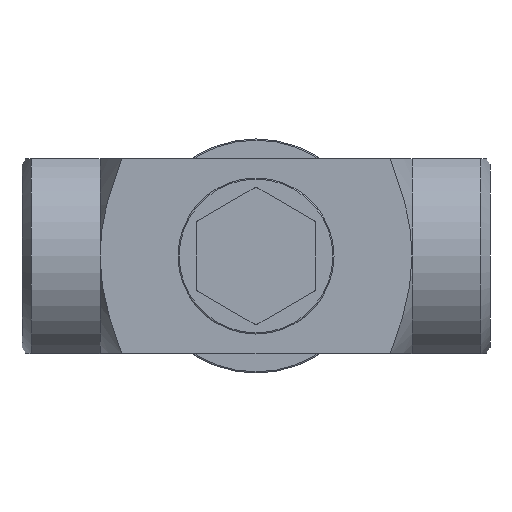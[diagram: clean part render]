
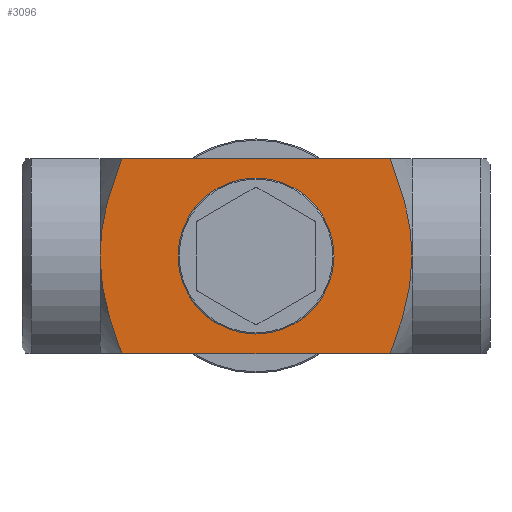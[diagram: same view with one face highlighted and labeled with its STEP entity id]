
A CAD part, front view. The second image highlights one B-rep face of the part: STEP entity #3096.
In plain terms, the highlighted planar face has unit normal (0, -1, 0).
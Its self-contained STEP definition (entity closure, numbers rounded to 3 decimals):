
#32=FACE_BOUND('',#1230,.T.);
#82=(
BOUNDED_CURVE()
B_SPLINE_CURVE(2,(#5235,#5236,#5237),.UNSPECIFIED.,.F.,.F.)
B_SPLINE_CURVE_WITH_KNOTS((3,3),(1.401,4.4),
 .UNSPECIFIED.)
CURVE()
GEOMETRIC_REPRESENTATION_ITEM()
RATIONAL_B_SPLINE_CURVE((1.081,1.127,1.))
REPRESENTATION_ITEM('')
);
#87=(
BOUNDED_CURVE()
B_SPLINE_CURVE(2,(#5270,#5271,#5272),.UNSPECIFIED.,.F.,.F.)
B_SPLINE_CURVE_WITH_KNOTS((3,3),(4.4,7.399),
 .UNSPECIFIED.)
CURVE()
GEOMETRIC_REPRESENTATION_ITEM()
RATIONAL_B_SPLINE_CURVE((1.,1.127,1.081))
REPRESENTATION_ITEM('')
);
#93=(
BOUNDED_CURVE()
B_SPLINE_CURVE(2,(#5311,#5312,#5313),.UNSPECIFIED.,.F.,.F.)
B_SPLINE_CURVE_WITH_KNOTS((3,3),(4.4,7.399),
 .UNSPECIFIED.)
CURVE()
GEOMETRIC_REPRESENTATION_ITEM()
RATIONAL_B_SPLINE_CURVE((1.,1.127,1.081))
REPRESENTATION_ITEM('')
);
#94=(
BOUNDED_CURVE()
B_SPLINE_CURVE(2,(#5314,#5315,#5316),.UNSPECIFIED.,.F.,.F.)
B_SPLINE_CURVE_WITH_KNOTS((3,3),(1.401,4.4),
 .UNSPECIFIED.)
CURVE()
GEOMETRIC_REPRESENTATION_ITEM()
RATIONAL_B_SPLINE_CURVE((1.081,1.127,1.))
REPRESENTATION_ITEM('')
);
#412=LINE('',#5140,#699);
#431=LINE('',#5300,#718);
#699=VECTOR('',#3833,10.);
#718=VECTOR('',#3956,10.);
#1053=FACE_OUTER_BOUND('',#1229,.T.);
#1229=EDGE_LOOP('',(#2793,#2794,#2795,#2796,#2797,#2798));
#1230=EDGE_LOOP('',(#2799));
#1278=CIRCLE('',#3279,10.);
#1530=VERTEX_POINT('',#5138);
#1531=VERTEX_POINT('',#5139);
#1554=VERTEX_POINT('',#5218);
#1557=VERTEX_POINT('',#5234);
#1564=VERTEX_POINT('',#5265);
#1572=VERTEX_POINT('',#5296);
#1574=VERTEX_POINT('',#5310);
#1923=EDGE_CURVE('',#1530,#1531,#412,.T.);
#1955=EDGE_CURVE('',#1554,#1554,#1278,.T.);
#1960=EDGE_CURVE('',#1530,#1557,#82,.T.);
#1973=EDGE_CURVE('',#1557,#1564,#87,.T.);
#1984=EDGE_CURVE('',#1564,#1572,#431,.T.);
#1987=EDGE_CURVE('',#1574,#1572,#93,.T.);
#1988=EDGE_CURVE('',#1531,#1574,#94,.T.);
#2793=ORIENTED_EDGE('',*,*,#1984,.T.);
#2794=ORIENTED_EDGE('',*,*,#1987,.F.);
#2795=ORIENTED_EDGE('',*,*,#1988,.F.);
#2796=ORIENTED_EDGE('',*,*,#1923,.F.);
#2797=ORIENTED_EDGE('',*,*,#1960,.T.);
#2798=ORIENTED_EDGE('',*,*,#1973,.T.);
#2799=ORIENTED_EDGE('',*,*,#1955,.T.);
#2943=PLANE('',#3304);
#3096=ADVANCED_FACE('',(#1053,#32),#2943,.F.);
#3279=AXIS2_PLACEMENT_3D('',#5220,#3900,#3901);
#3304=AXIS2_PLACEMENT_3D('',#5309,#3959,#3960);
#3833=DIRECTION('',(1.,0.,0.));
#3900=DIRECTION('center_axis',(0.,1.,0.));
#3901=DIRECTION('ref_axis',(1.,0.,0.));
#3956=DIRECTION('',(1.,0.,0.));
#3959=DIRECTION('center_axis',(0.,1.,0.));
#3960=DIRECTION('ref_axis',(0.,0.,1.));
#5138=CARTESIAN_POINT('',(-94.42,-27.5,25.));
#5139=CARTESIAN_POINT('',(-25.58,-27.5,25.));
#5140=CARTESIAN_POINT('',(-100.,-27.5,25.));
#5218=CARTESIAN_POINT('',(-70.,-27.5,0.));
#5220=CARTESIAN_POINT('Origin',(-60.,-27.5,0.));
#5234=CARTESIAN_POINT('',(-100.,-27.5,0.));
#5235=CARTESIAN_POINT('Ctrl Pts',(-94.42,-27.5,25.));
#5236=CARTESIAN_POINT('Ctrl Pts',(-100.,-27.5,10.632));
#5237=CARTESIAN_POINT('Ctrl Pts',(-100.,-27.5,0.));
#5265=CARTESIAN_POINT('',(-94.42,-27.5,-25.));
#5270=CARTESIAN_POINT('Ctrl Pts',(-100.,-27.5,0.));
#5271=CARTESIAN_POINT('Ctrl Pts',(-100.,-27.5,-10.632));
#5272=CARTESIAN_POINT('Ctrl Pts',(-94.42,-27.5,-25.));
#5296=CARTESIAN_POINT('',(-25.58,-27.5,-25.));
#5300=CARTESIAN_POINT('',(-20.,-27.5,-25.));
#5309=CARTESIAN_POINT('Origin',(-20.,-27.5,-25.));
#5310=CARTESIAN_POINT('',(-20.,-27.5,0.));
#5311=CARTESIAN_POINT('Ctrl Pts',(-20.,-27.5,0.));
#5312=CARTESIAN_POINT('Ctrl Pts',(-20.,-27.5,-10.632));
#5313=CARTESIAN_POINT('Ctrl Pts',(-25.58,-27.5,-25.));
#5314=CARTESIAN_POINT('Ctrl Pts',(-25.58,-27.5,25.));
#5315=CARTESIAN_POINT('Ctrl Pts',(-20.,-27.5,10.632));
#5316=CARTESIAN_POINT('Ctrl Pts',(-20.,-27.5,0.));
